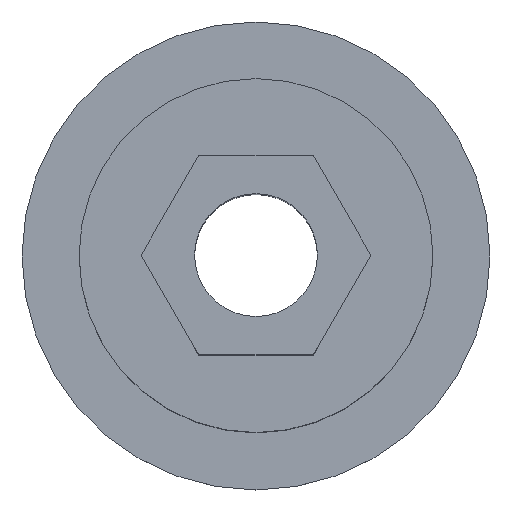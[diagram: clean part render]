
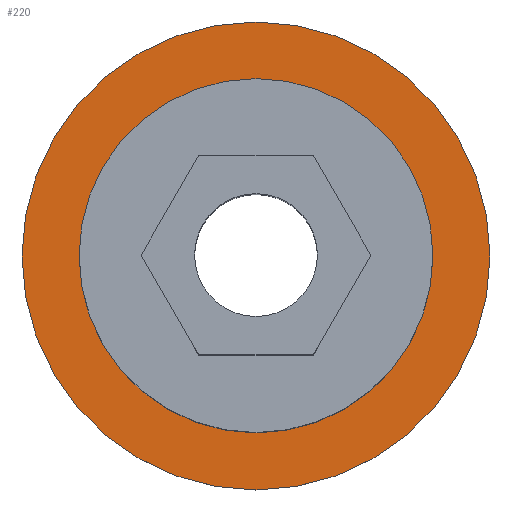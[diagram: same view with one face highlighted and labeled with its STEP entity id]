
A CAD part, top view. The second image highlights one B-rep face of the part: STEP entity #220.
In plain terms, the highlighted planar face has unit normal (0, 0, 1).
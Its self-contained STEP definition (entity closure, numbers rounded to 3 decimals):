
#20=FACE_BOUND('',#55,.T.);
#24=CIRCLE('',#246,6.05);
#26=CIRCLE('',#251,8.);
#39=FACE_OUTER_BOUND('',#54,.T.);
#54=EDGE_LOOP('',(#195));
#55=EDGE_LOOP('',(#196));
#114=VERTEX_POINT('',#359);
#116=VERTEX_POINT('',#368);
#139=EDGE_CURVE('',#114,#114,#24,.T.);
#142=EDGE_CURVE('',#116,#116,#26,.T.);
#195=ORIENTED_EDGE('',*,*,#142,.T.);
#196=ORIENTED_EDGE('',*,*,#139,.T.);
#207=PLANE('',#253);
#220=ADVANCED_FACE('',(#39,#20),#207,.T.);
#246=AXIS2_PLACEMENT_3D('',#361,#296,#297);
#251=AXIS2_PLACEMENT_3D('',#369,#307,#308);
#253=AXIS2_PLACEMENT_3D('',#373,#312,#313);
#296=DIRECTION('center_axis',(0.,0.,-1.));
#297=DIRECTION('ref_axis',(1.,0.,0.));
#307=DIRECTION('center_axis',(0.,0.,1.));
#308=DIRECTION('ref_axis',(1.,0.,0.));
#312=DIRECTION('center_axis',(0.,0.,1.));
#313=DIRECTION('ref_axis',(1.,0.,0.));
#359=CARTESIAN_POINT('',(-6.05,0.,0.2));
#361=CARTESIAN_POINT('Origin',(0.,0.,0.2));
#368=CARTESIAN_POINT('',(-8.,0.,0.2));
#369=CARTESIAN_POINT('Origin',(0.,0.,0.2));
#373=CARTESIAN_POINT('Origin',(0.,0.,0.2));
